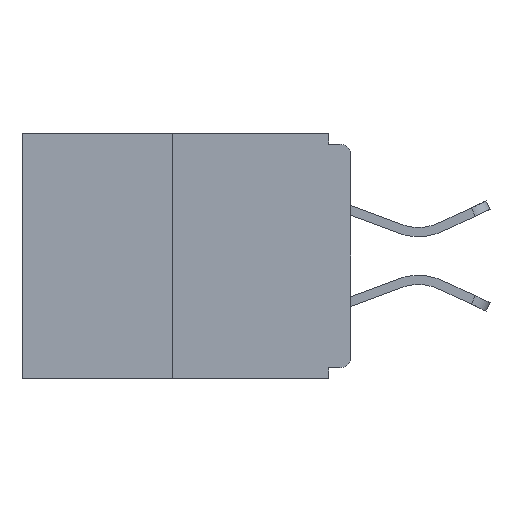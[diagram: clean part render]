
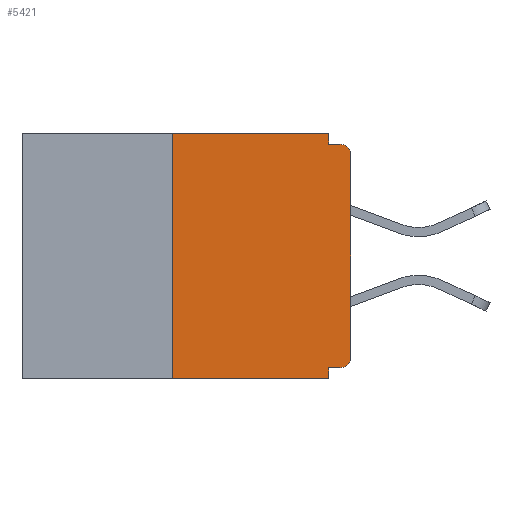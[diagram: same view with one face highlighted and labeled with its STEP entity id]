
A CAD part, left-side view. The second image highlights one B-rep face of the part: STEP entity #5421.
In plain terms, the highlighted planar face has unit normal (-1, 0, 0).
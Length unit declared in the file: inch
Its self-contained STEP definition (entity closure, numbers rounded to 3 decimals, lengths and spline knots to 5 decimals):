
#713 = ORIENTED_EDGE ( 'NONE', *, *, #14058, .F. ) ;
#848 = EDGE_LOOP ( 'NONE', ( #1040, #713, #12712, #18837, #7858, #19790, #17986, #15143, #3591, #13855 ) ) ;
#916 = DIRECTION ( 'NONE',  ( 1., 0., 0. ) ) ;
#1040 = ORIENTED_EDGE ( 'NONE', *, *, #6472, .F. ) ;
#1294 = EDGE_CURVE ( 'NONE', #23628, #24088, #2702, .T. ) ;
#1411 = CARTESIAN_POINT ( 'NONE',  ( 0., 0.015, -0.328 ) ) ;
#1869 = FACE_OUTER_BOUND ( 'NONE', #848, .T. ) ;
#2552 = CARTESIAN_POINT ( 'NONE',  ( 0., 0.031, -0.343 ) ) ;
#2589 = CARTESIAN_POINT ( 'NONE',  ( 0., 0.015, -0.313 ) ) ;
#2702 = CIRCLE ( 'NONE', #3716, 0.015 ) ;
#2934 = CARTESIAN_POINT ( 'NONE',  ( 0., 0., -0.328 ) ) ;
#2981 = VECTOR ( 'NONE', #19933, 39.37008 ) ;
#3446 = AXIS2_PLACEMENT_3D ( 'NONE', #16925, #916, #10731 ) ;
#3591 = ORIENTED_EDGE ( 'NONE', *, *, #12881, .F. ) ;
#3716 = AXIS2_PLACEMENT_3D ( 'NONE', #2589, #14367, #24309 ) ;
#4789 = DIRECTION ( 'NONE',  ( 0., 0., -1. ) ) ;
#5259 = VERTEX_POINT ( 'NONE', #5479 ) ;
#5421 = ADVANCED_FACE ( 'NONE', ( #1869 ), #20966, .F. ) ;
#5479 = CARTESIAN_POINT ( 'NONE',  ( 0., 0.031, 0. ) ) ;
#5687 = CARTESIAN_POINT ( 'NONE',  ( 0., 0.46, 0. ) ) ;
#6472 = EDGE_CURVE ( 'NONE', #19315, #5259, #16654, .T. ) ;
#6662 = DIRECTION ( 'NONE',  ( 0., 0., -1. ) ) ;
#6765 = VECTOR ( 'NONE', #9006, 39.37008 ) ;
#6818 = LINE ( 'NONE', #24904, #20301 ) ;
#6871 = VERTEX_POINT ( 'NONE', #8172 ) ;
#7157 = LINE ( 'NONE', #10894, #24441 ) ;
#7553 = CARTESIAN_POINT ( 'NONE',  ( 0., 0.015, -0.015 ) ) ;
#7858 = ORIENTED_EDGE ( 'NONE', *, *, #19525, .F. ) ;
#8172 = CARTESIAN_POINT ( 'NONE',  ( 0., 0.031, -0.328 ) ) ;
#8480 = CARTESIAN_POINT ( 'NONE',  ( 0., 0.25, 0. ) ) ;
#8711 = DIRECTION ( 'NONE',  ( 0., 0., -1. ) ) ;
#9006 = DIRECTION ( 'NONE',  ( 0., 0., 1. ) ) ;
#9573 = VERTEX_POINT ( 'NONE', #25637 ) ;
#10731 = DIRECTION ( 'NONE',  ( 0., 0., -1. ) ) ;
#10894 = CARTESIAN_POINT ( 'NONE',  ( 0., 0.031, -0.343 ) ) ;
#11450 = VERTEX_POINT ( 'NONE', #21491 ) ;
#11922 = CARTESIAN_POINT ( 'NONE',  ( 0., 0.46, -0.343 ) ) ;
#12068 = LINE ( 'NONE', #14540, #6765 ) ;
#12452 = CARTESIAN_POINT ( 'NONE',  ( 0., 0., 0. ) ) ;
#12712 = ORIENTED_EDGE ( 'NONE', *, *, #14307, .T. ) ;
#12875 = DIRECTION ( 'NONE',  ( 0., -1., 0. ) ) ;
#12881 = EDGE_CURVE ( 'NONE', #9573, #25450, #6818, .T. ) ;
#13855 = ORIENTED_EDGE ( 'NONE', *, *, #18303, .F. ) ;
#14058 = EDGE_CURVE ( 'NONE', #11450, #19315, #12068, .T. ) ;
#14307 = EDGE_CURVE ( 'NONE', #11450, #21736, #14564, .T. ) ;
#14367 = DIRECTION ( 'NONE',  ( -1., 0., 0. ) ) ;
#14540 = CARTESIAN_POINT ( 'NONE',  ( 0., 0.25, 0. ) ) ;
#14564 = LINE ( 'NONE', #11922, #2981 ) ;
#15082 = LINE ( 'NONE', #12452, #22312 ) ;
#15143 = ORIENTED_EDGE ( 'NONE', *, *, #23936, .T. ) ;
#16345 = DIRECTION ( 'NONE',  ( 0., 0., 1. ) ) ;
#16581 = VERTEX_POINT ( 'NONE', #25544 ) ;
#16654 = LINE ( 'NONE', #5687, #20720 ) ;
#16925 = CARTESIAN_POINT ( 'NONE',  ( 0., 0.46, 0. ) ) ;
#17536 = CIRCLE ( 'NONE', #24058, 0.015 ) ;
#17986 = ORIENTED_EDGE ( 'NONE', *, *, #22145, .T. ) ;
#18265 = EDGE_CURVE ( 'NONE', #6871, #21736, #7157, .T. ) ;
#18303 = EDGE_CURVE ( 'NONE', #5259, #9573, #18481, .T. ) ;
#18415 = LINE ( 'NONE', #2934, #24658 ) ;
#18481 = LINE ( 'NONE', #20881, #19085 ) ;
#18837 = ORIENTED_EDGE ( 'NONE', *, *, #18265, .F. ) ;
#19085 = VECTOR ( 'NONE', #4789, 39.37008 ) ;
#19315 = VERTEX_POINT ( 'NONE', #8480 ) ;
#19525 = EDGE_CURVE ( 'NONE', #23628, #6871, #18415, .T. ) ;
#19790 = ORIENTED_EDGE ( 'NONE', *, *, #1294, .T. ) ;
#19933 = DIRECTION ( 'NONE',  ( 0., -1., 0. ) ) ;
#20301 = VECTOR ( 'NONE', #12875, 39.37008 ) ;
#20720 = VECTOR ( 'NONE', #25542, 39.37008 ) ;
#20839 = DIRECTION ( 'NONE',  ( -1., 0., 0. ) ) ;
#20881 = CARTESIAN_POINT ( 'NONE',  ( 0., 0.031, 0. ) ) ;
#20966 = PLANE ( 'NONE',  #3446 ) ;
#21349 = CARTESIAN_POINT ( 'NONE',  ( 0., 0., -0.313 ) ) ;
#21491 = CARTESIAN_POINT ( 'NONE',  ( 0., 0.25, -0.343 ) ) ;
#21736 = VERTEX_POINT ( 'NONE', #2552 ) ;
#22145 = EDGE_CURVE ( 'NONE', #24088, #16581, #15082, .T. ) ;
#22312 = VECTOR ( 'NONE', #16345, 39.37008 ) ;
#22764 = CARTESIAN_POINT ( 'NONE',  ( 0., 0.015, -0.03 ) ) ;
#23628 = VERTEX_POINT ( 'NONE', #1411 ) ;
#23936 = EDGE_CURVE ( 'NONE', #16581, #25450, #17536, .T. ) ;
#24058 = AXIS2_PLACEMENT_3D ( 'NONE', #22764, #20839, #6662 ) ;
#24088 = VERTEX_POINT ( 'NONE', #21349 ) ;
#24309 = DIRECTION ( 'NONE',  ( 0., 0., -1. ) ) ;
#24441 = VECTOR ( 'NONE', #8711, 39.37008 ) ;
#24658 = VECTOR ( 'NONE', #24983, 39.37008 ) ;
#24904 = CARTESIAN_POINT ( 'NONE',  ( 0., 0., -0.015 ) ) ;
#24983 = DIRECTION ( 'NONE',  ( 0., 1., 0. ) ) ;
#25450 = VERTEX_POINT ( 'NONE', #7553 ) ;
#25542 = DIRECTION ( 'NONE',  ( 0., -1., 0. ) ) ;
#25544 = CARTESIAN_POINT ( 'NONE',  ( 0., 0., -0.03 ) ) ;
#25637 = CARTESIAN_POINT ( 'NONE',  ( 0., 0.031, -0.015 ) ) ;
